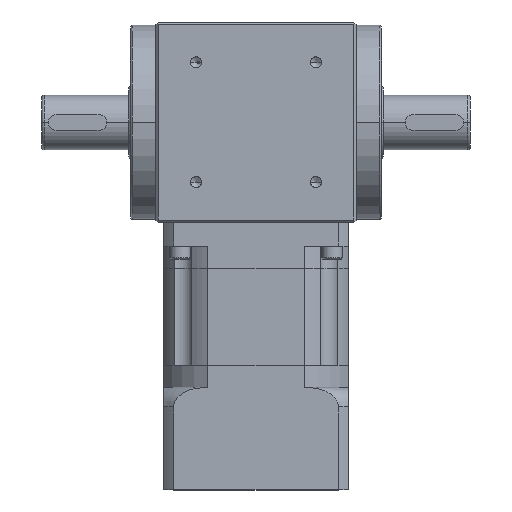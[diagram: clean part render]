
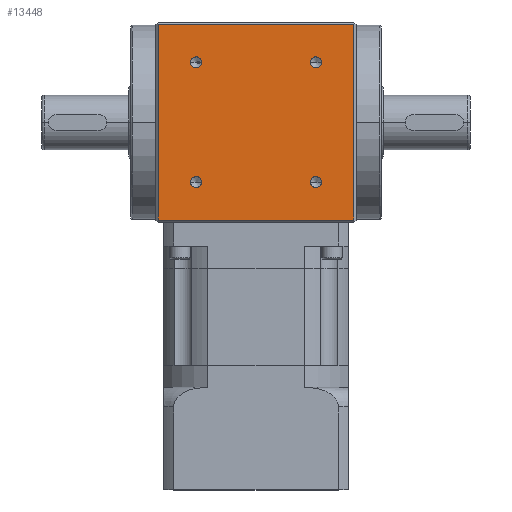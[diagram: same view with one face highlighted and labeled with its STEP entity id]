
A CAD part, top view. The second image highlights one B-rep face of the part: STEP entity #13448.
In plain terms, the highlighted planar face has unit normal (0, 0, 1).
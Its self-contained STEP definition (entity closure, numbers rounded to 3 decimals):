
#228 = DIRECTION ( 'NONE',  ( 0., 0., 1. ) ) ;
#424 = LINE ( 'NONE', #11724, #8337 ) ;
#515 = VERTEX_POINT ( 'NONE', #17169 ) ;
#734 = EDGE_CURVE ( 'NONE', #19837, #12432, #16138, .T. ) ;
#848 = DIRECTION ( 'NONE',  ( 0., 0., 1. ) ) ;
#913 = DIRECTION ( 'NONE',  ( 0., -1., 0. ) ) ;
#1114 = DIRECTION ( 'NONE',  ( 0., 0., 1. ) ) ;
#1517 = EDGE_CURVE ( 'NONE', #515, #13614, #1892, .T. ) ;
#1529 = DIRECTION ( 'NONE',  ( 1., 0., 0. ) ) ;
#1892 = CIRCLE ( 'NONE', #2025, 4.25 ) ;
#2025 = AXIS2_PLACEMENT_3D ( 'NONE', #18241, #5640, #20369 ) ;
#2377 = CIRCLE ( 'NONE', #25080, 4.25 ) ;
#2394 = ORIENTED_EDGE ( 'NONE', *, *, #1517, .F. ) ;
#2430 = CIRCLE ( 'NONE', #5488, 4.25 ) ;
#2587 = ORIENTED_EDGE ( 'NONE', *, *, #15838, .F. ) ;
#3018 = FACE_BOUND ( 'NONE', #11803, .T. ) ;
#3266 = LINE ( 'NONE', #26702, #13824 ) ;
#3896 = CARTESIAN_POINT ( 'NONE',  ( -45.962, 236.038, 77. ) ) ;
#4504 = AXIS2_PLACEMENT_3D ( 'NONE', #12868, #228, #14960 ) ;
#5033 = VERTEX_POINT ( 'NONE', #20289 ) ;
#5388 = CIRCLE ( 'NONE', #8689, 4.25 ) ;
#5488 = AXIS2_PLACEMENT_3D ( 'NONE', #9072, #23817, #11175 ) ;
#5640 = DIRECTION ( 'NONE',  ( 0., 0., 1. ) ) ;
#5998 = DIRECTION ( 'NONE',  ( 0., -1., 0. ) ) ;
#6133 = CARTESIAN_POINT ( 'NONE',  ( -95., 359., 77. ) ) ;
#6246 = CARTESIAN_POINT ( 'NONE',  ( -45.962, 332.212, 77. ) ) ;
#6275 = AXIS2_PLACEMENT_3D ( 'NONE', #6133, #20863, #8245 ) ;
#6639 = FACE_OUTER_BOUND ( 'NONE', #27207, .T. ) ;
#6709 = EDGE_CURVE ( 'NONE', #5033, #7310, #5388, .T. ) ;
#7003 = DIRECTION ( 'NONE',  ( 0., 0., 1. ) ) ;
#7310 = VERTEX_POINT ( 'NONE', #10917 ) ;
#7486 = AXIS2_PLACEMENT_3D ( 'NONE', #13759, #1114, #15859 ) ;
#7653 = ORIENTED_EDGE ( 'NONE', *, *, #13403, .F. ) ;
#7904 = VECTOR ( 'NONE', #1529, 1000. ) ;
#8245 = DIRECTION ( 'NONE',  ( 0., 1., 0. ) ) ;
#8337 = VECTOR ( 'NONE', #13864, 1000. ) ;
#8611 = VERTEX_POINT ( 'NONE', #15209 ) ;
#8689 = AXIS2_PLACEMENT_3D ( 'NONE', #3896, #18617, #5998 ) ;
#9072 = CARTESIAN_POINT ( 'NONE',  ( 45.962, 236.038, 77. ) ) ;
#10266 = EDGE_CURVE ( 'NONE', #11161, #8611, #424, .T. ) ;
#10278 = ORIENTED_EDGE ( 'NONE', *, *, #10266, .F. ) ;
#10841 = EDGE_LOOP ( 'NONE', ( #2394, #13233 ) ) ;
#10917 = CARTESIAN_POINT ( 'NONE',  ( -45.962, 240.288, 77. ) ) ;
#11161 = VERTEX_POINT ( 'NONE', #12703 ) ;
#11175 = DIRECTION ( 'NONE',  ( 0., -1., 0. ) ) ;
#11724 = CARTESIAN_POINT ( 'NONE',  ( -95., 207., 77. ) ) ;
#11803 = EDGE_LOOP ( 'NONE', ( #2587, #14670 ) ) ;
#12220 = DIRECTION ( 'NONE',  ( 0., -1., 0. ) ) ;
#12248 = FACE_BOUND ( 'NONE', #21367, .T. ) ;
#12432 = VERTEX_POINT ( 'NONE', #13332 ) ;
#12531 = VERTEX_POINT ( 'NONE', #15806 ) ;
#12703 = CARTESIAN_POINT ( 'NONE',  ( 74.872, 207., 77. ) ) ;
#12822 = AXIS2_PLACEMENT_3D ( 'NONE', #13493, #848, #15588 ) ;
#12868 = CARTESIAN_POINT ( 'NONE',  ( 45.962, 327.962, 77. ) ) ;
#13233 = ORIENTED_EDGE ( 'NONE', *, *, #18775, .F. ) ;
#13332 = CARTESIAN_POINT ( 'NONE',  ( -45.962, 323.712, 77. ) ) ;
#13403 = EDGE_CURVE ( 'NONE', #22356, #11161, #24122, .T. ) ;
#13448 = ADVANCED_FACE ( 'NONE', ( #23461, #3018, #17842, #12248, #6639 ), #25013, .F. ) ;
#13493 = CARTESIAN_POINT ( 'NONE',  ( 45.962, 327.962, 77. ) ) ;
#13513 = LINE ( 'NONE', #22539, #7904 ) ;
#13548 = DIRECTION ( 'NONE',  ( 0., 0., 1. ) ) ;
#13614 = VERTEX_POINT ( 'NONE', #25725 ) ;
#13759 = CARTESIAN_POINT ( 'NONE',  ( -45.962, 327.962, 77. ) ) ;
#13760 = EDGE_CURVE ( 'NONE', #23707, #12531, #15506, .T. ) ;
#13824 = VECTOR ( 'NONE', #14101, 1000. ) ;
#13864 = DIRECTION ( 'NONE',  ( -1., 0., 0. ) ) ;
#13953 = ORIENTED_EDGE ( 'NONE', *, *, #24902, .F. ) ;
#14101 = DIRECTION ( 'NONE',  ( 0., 1., 0. ) ) ;
#14476 = CIRCLE ( 'NONE', #20417, 4.25 ) ;
#14670 = ORIENTED_EDGE ( 'NONE', *, *, #13760, .F. ) ;
#14960 = DIRECTION ( 'NONE',  ( 0., -1., 0. ) ) ;
#15032 = ORIENTED_EDGE ( 'NONE', *, *, #21356, .F. ) ;
#15209 = CARTESIAN_POINT ( 'NONE',  ( -74.872, 207., 77. ) ) ;
#15317 = CARTESIAN_POINT ( 'NONE',  ( 74.872, 357., 77. ) ) ;
#15506 = CIRCLE ( 'NONE', #12822, 4.25 ) ;
#15588 = DIRECTION ( 'NONE',  ( 0., -1., 0. ) ) ;
#15806 = CARTESIAN_POINT ( 'NONE',  ( 45.962, 323.712, 77. ) ) ;
#15838 = EDGE_CURVE ( 'NONE', #12531, #23707, #20687, .T. ) ;
#15859 = DIRECTION ( 'NONE',  ( 0., -1., 0. ) ) ;
#16138 = CIRCLE ( 'NONE', #7486, 4.25 ) ;
#17165 = VERTEX_POINT ( 'NONE', #19485 ) ;
#17169 = CARTESIAN_POINT ( 'NONE',  ( 45.962, 231.788, 77. ) ) ;
#17842 = FACE_BOUND ( 'NONE', #10841, .T. ) ;
#18241 = CARTESIAN_POINT ( 'NONE',  ( 45.962, 236.038, 77. ) ) ;
#18509 = VECTOR ( 'NONE', #12220, 1000. ) ;
#18617 = DIRECTION ( 'NONE',  ( 0., 0., 1. ) ) ;
#18775 = EDGE_CURVE ( 'NONE', #13614, #515, #2430, .T. ) ;
#18851 = CARTESIAN_POINT ( 'NONE',  ( 45.962, 332.212, 77. ) ) ;
#19485 = CARTESIAN_POINT ( 'NONE',  ( -74.872, 357., 77. ) ) ;
#19545 = EDGE_CURVE ( 'NONE', #7310, #5033, #2377, .T. ) ;
#19630 = CARTESIAN_POINT ( 'NONE',  ( -45.962, 327.962, 77. ) ) ;
#19837 = VERTEX_POINT ( 'NONE', #6246 ) ;
#20289 = CARTESIAN_POINT ( 'NONE',  ( -45.962, 231.788, 77. ) ) ;
#20369 = DIRECTION ( 'NONE',  ( 0., -1., 0. ) ) ;
#20417 = AXIS2_PLACEMENT_3D ( 'NONE', #19630, #7003, #21743 ) ;
#20687 = CIRCLE ( 'NONE', #4504, 4.25 ) ;
#20863 = DIRECTION ( 'NONE',  ( 0., 0., -1. ) ) ;
#20890 = ORIENTED_EDGE ( 'NONE', *, *, #25728, .F. ) ;
#21356 = EDGE_CURVE ( 'NONE', #8611, #17165, #3266, .T. ) ;
#21367 = EDGE_LOOP ( 'NONE', ( #26639, #26251 ) ) ;
#21743 = DIRECTION ( 'NONE',  ( 0., -1., 0. ) ) ;
#22356 = VERTEX_POINT ( 'NONE', #15317 ) ;
#22539 = CARTESIAN_POINT ( 'NONE',  ( -95., 357., 77. ) ) ;
#23461 = FACE_BOUND ( 'NONE', #26470, .T. ) ;
#23680 = ORIENTED_EDGE ( 'NONE', *, *, #734, .F. ) ;
#23707 = VERTEX_POINT ( 'NONE', #18851 ) ;
#23817 = DIRECTION ( 'NONE',  ( 0., 0., 1. ) ) ;
#24122 = LINE ( 'NONE', #24754, #18509 ) ;
#24754 = CARTESIAN_POINT ( 'NONE',  ( 74.872, 0., 77. ) ) ;
#24902 = EDGE_CURVE ( 'NONE', #17165, #22356, #13513, .T. ) ;
#25013 = PLANE ( 'NONE',  #6275 ) ;
#25080 = AXIS2_PLACEMENT_3D ( 'NONE', #26140, #13548, #913 ) ;
#25725 = CARTESIAN_POINT ( 'NONE',  ( 45.962, 240.288, 77. ) ) ;
#25728 = EDGE_CURVE ( 'NONE', #12432, #19837, #14476, .T. ) ;
#26140 = CARTESIAN_POINT ( 'NONE',  ( -45.962, 236.038, 77. ) ) ;
#26251 = ORIENTED_EDGE ( 'NONE', *, *, #19545, .F. ) ;
#26470 = EDGE_LOOP ( 'NONE', ( #20890, #23680 ) ) ;
#26639 = ORIENTED_EDGE ( 'NONE', *, *, #6709, .F. ) ;
#26702 = CARTESIAN_POINT ( 'NONE',  ( -74.872, 0., 77. ) ) ;
#27207 = EDGE_LOOP ( 'NONE', ( #7653, #13953, #15032, #10278 ) ) ;
